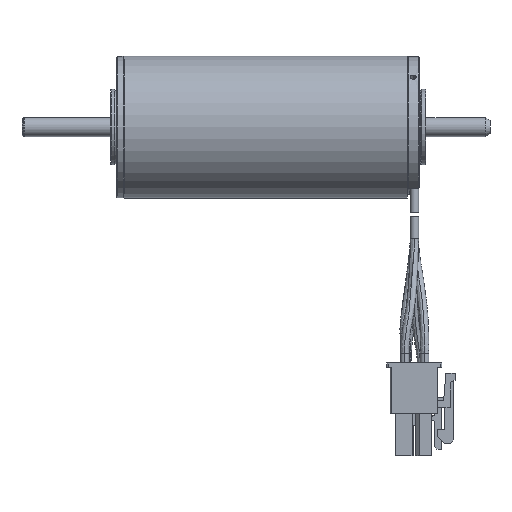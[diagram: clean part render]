
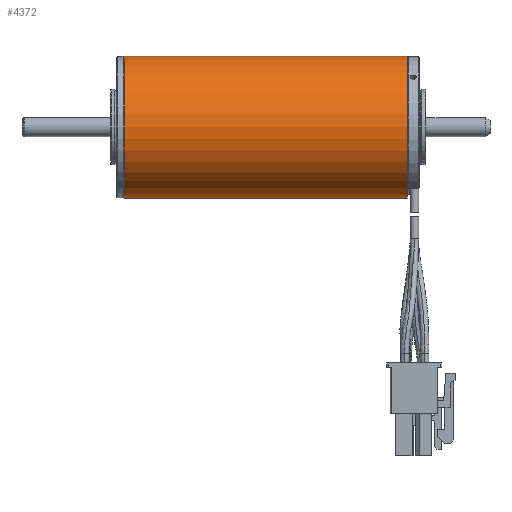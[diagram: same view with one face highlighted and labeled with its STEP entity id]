
A CAD part, top view. The second image highlights one B-rep face of the part: STEP entity #4372.
In plain terms, the highlighted cylindrical face has radius 15 mm (diameter 30 mm), a partial arc.
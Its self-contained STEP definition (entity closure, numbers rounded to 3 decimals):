
#242=CARTESIAN_POINT('',(52.6,0.,0.));
#243=DIRECTION('',(1.,0.,0.));
#244=DIRECTION('',(0.,1.,0.));
#245=AXIS2_PLACEMENT_3D('',#242,#243,#244);
#410=DIRECTION('',(1.,0.,0.));
#411=VECTOR('',#410,59.9);
#412=CARTESIAN_POINT('',(-7.3,-15.,0.));
#413=LINE('',#412,#411);
#425=CARTESIAN_POINT('',(-7.3,0.,0.));
#426=DIRECTION('',(1.,0.,0.));
#427=DIRECTION('',(0.,1.,0.));
#428=AXIS2_PLACEMENT_3D('',#425,#426,#427);
#433=DIRECTION('',(1.,0.,0.));
#434=VECTOR('',#433,59.9);
#435=CARTESIAN_POINT('',(-7.3,15.,0.));
#436=LINE('',#435,#434);
#3567=CARTESIAN_POINT('',(-7.3,-15.,0.));
#3568=CARTESIAN_POINT('',(-7.3,15.,0.));
#3569=VERTEX_POINT('',#3567);
#3570=VERTEX_POINT('',#3568);
#3571=CARTESIAN_POINT('',(52.6,-15.,0.));
#3572=CARTESIAN_POINT('',(52.6,15.,0.));
#3573=VERTEX_POINT('',#3571);
#3574=VERTEX_POINT('',#3572);
#4361=CARTESIAN_POINT('',(-7.3,0.,0.));
#4362=DIRECTION('',(1.,0.,0.));
#4363=DIRECTION('',(0.,-1.,0.));
#4364=AXIS2_PLACEMENT_3D('',#4361,#4362,#4363);
#4365=CYLINDRICAL_SURFACE('',#4364,15.);
#4366=ORIENTED_EDGE('',*,*,#4343,.F.);
#4367=ORIENTED_EDGE('',*,*,#4325,.T.);
#4368=ORIENTED_EDGE('',*,*,#4258,.T.);
#4369=ORIENTED_EDGE('',*,*,#4322,.F.);
#4370=EDGE_LOOP('',(#4366,#4367,#4368,#4369));
#4371=FACE_OUTER_BOUND('',#4370,.F.);
#4372=ADVANCED_FACE('',(#4371),#4365,.T.);
#246=CIRCLE('',#245,15.);
#429=CIRCLE('',#428,15.);
#4258=EDGE_CURVE('',#3574,#3573,#246,.T.);
#4322=EDGE_CURVE('',#3569,#3573,#413,.T.);
#4325=EDGE_CURVE('',#3570,#3574,#436,.T.);
#4343=EDGE_CURVE('',#3570,#3569,#429,.T.);
